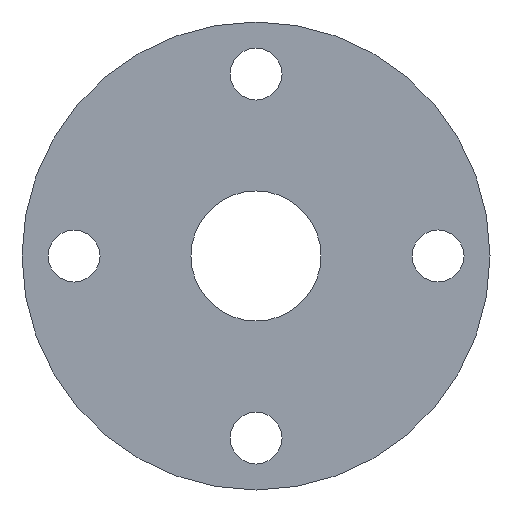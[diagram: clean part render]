
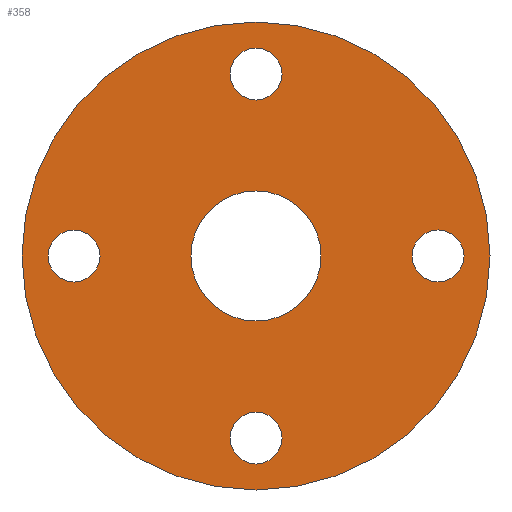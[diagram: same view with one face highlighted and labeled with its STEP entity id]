
A CAD part, front view. The second image highlights one B-rep face of the part: STEP entity #358.
In plain terms, the highlighted planar face has unit normal (0, -1, 0).
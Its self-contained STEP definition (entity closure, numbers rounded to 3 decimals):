
#11 = CARTESIAN_POINT ( 'NONE',  ( -28., 0., 4. ) ) ;
#20 = VERTEX_POINT ( 'NONE', #319 ) ;
#24 = CIRCLE ( 'NONE', #162, 10. ) ;
#29 = EDGE_CURVE ( 'NONE', #76, #241, #449, .T. ) ;
#30 = CARTESIAN_POINT ( 'NONE',  ( 28., 0., 0. ) ) ;
#34 = CARTESIAN_POINT ( 'NONE',  ( 0., 0., 24. ) ) ;
#40 = CARTESIAN_POINT ( 'NONE',  ( 28., 0., 4. ) ) ;
#43 = ORIENTED_EDGE ( 'NONE', *, *, #49, .T. ) ;
#44 = ORIENTED_EDGE ( 'NONE', *, *, #247, .F. ) ;
#45 = CIRCLE ( 'NONE', #540, 4. ) ;
#47 = DIRECTION ( 'NONE',  ( 0., -1., 0. ) ) ;
#49 = EDGE_CURVE ( 'NONE', #288, #187, #314, .T. ) ;
#50 = CARTESIAN_POINT ( 'NONE',  ( 0., 0., 28. ) ) ;
#55 = ORIENTED_EDGE ( 'NONE', *, *, #29, .F. ) ;
#57 = CARTESIAN_POINT ( 'NONE',  ( 0., 0., 0. ) ) ;
#59 = DIRECTION ( 'NONE',  ( 0., 0., 1. ) ) ;
#76 = VERTEX_POINT ( 'NONE', #153 ) ;
#81 = ORIENTED_EDGE ( 'NONE', *, *, #298, .F. ) ;
#93 = EDGE_CURVE ( 'NONE', #252, #230, #266, .T. ) ;
#96 = CARTESIAN_POINT ( 'NONE',  ( 0., 0., -32. ) ) ;
#103 = ORIENTED_EDGE ( 'NONE', *, *, #93, .F. ) ;
#107 = EDGE_CURVE ( 'NONE', #398, #458, #416, .T. ) ;
#108 = DIRECTION ( 'NONE',  ( 0., -1., 0. ) ) ;
#116 = DIRECTION ( 'NONE',  ( 0., -1., 0. ) ) ;
#118 = AXIS2_PLACEMENT_3D ( 'NONE', #204, #116, #299 ) ;
#122 = ORIENTED_EDGE ( 'NONE', *, *, #189, .F. ) ;
#132 = CARTESIAN_POINT ( 'NONE',  ( 0., 0., -24. ) ) ;
#140 = DIRECTION ( 'NONE',  ( 0., 0., 1. ) ) ;
#146 = EDGE_LOOP ( 'NONE', ( #174, #55 ) ) ;
#152 = FACE_BOUND ( 'NONE', #508, .T. ) ;
#153 = CARTESIAN_POINT ( 'NONE',  ( 0., 0., 36. ) ) ;
#157 = DIRECTION ( 'NONE',  ( 0., 0., 1. ) ) ;
#158 = DIRECTION ( 'NONE',  ( 0., 1., 0. ) ) ;
#162 = AXIS2_PLACEMENT_3D ( 'NONE', #203, #474, #157 ) ;
#174 = ORIENTED_EDGE ( 'NONE', *, *, #194, .F. ) ;
#176 = CARTESIAN_POINT ( 'NONE',  ( 0., 0., -36. ) ) ;
#183 = DIRECTION ( 'NONE',  ( 0., 0., 1. ) ) ;
#187 = VERTEX_POINT ( 'NONE', #197 ) ;
#189 = EDGE_CURVE ( 'NONE', #20, #305, #505, .T. ) ;
#191 = VERTEX_POINT ( 'NONE', #34 ) ;
#192 = AXIS2_PLACEMENT_3D ( 'NONE', #495, #371, #321 ) ;
#193 = AXIS2_PLACEMENT_3D ( 'NONE', #387, #158, #343 ) ;
#194 = EDGE_CURVE ( 'NONE', #241, #76, #251, .T. ) ;
#196 = EDGE_LOOP ( 'NONE', ( #263, #280 ) ) ;
#197 = CARTESIAN_POINT ( 'NONE',  ( 0., 0., 10. ) ) ;
#203 = CARTESIAN_POINT ( 'NONE',  ( 0., 0., 0. ) ) ;
#204 = CARTESIAN_POINT ( 'NONE',  ( -28., 0., 0. ) ) ;
#208 = DIRECTION ( 'NONE',  ( 0., -1., 0. ) ) ;
#211 = AXIS2_PLACEMENT_3D ( 'NONE', #473, #551, #59 ) ;
#212 = CIRCLE ( 'NONE', #315, 4. ) ;
#213 = AXIS2_PLACEMENT_3D ( 'NONE', #214, #208, #392 ) ;
#214 = CARTESIAN_POINT ( 'NONE',  ( -28., 0., 0. ) ) ;
#219 = CARTESIAN_POINT ( 'NONE',  ( 0., 0., 28. ) ) ;
#221 = CIRCLE ( 'NONE', #347, 4. ) ;
#222 = DIRECTION ( 'NONE',  ( 0., -1., 0. ) ) ;
#230 = VERTEX_POINT ( 'NONE', #132 ) ;
#232 = CARTESIAN_POINT ( 'NONE',  ( 28., 0., -4. ) ) ;
#235 = FACE_BOUND ( 'NONE', #543, .T. ) ;
#239 = FACE_BOUND ( 'NONE', #402, .T. ) ;
#241 = VERTEX_POINT ( 'NONE', #176 ) ;
#243 = FACE_BOUND ( 'NONE', #310, .T. ) ;
#246 = CARTESIAN_POINT ( 'NONE',  ( 0., 0., 0. ) ) ;
#247 = EDGE_CURVE ( 'NONE', #191, #448, #563, .T. ) ;
#251 = CIRCLE ( 'NONE', #193, 36. ) ;
#252 = VERTEX_POINT ( 'NONE', #96 ) ;
#263 = ORIENTED_EDGE ( 'NONE', *, *, #316, .F. ) ;
#266 = CIRCLE ( 'NONE', #211, 4. ) ;
#280 = ORIENTED_EDGE ( 'NONE', *, *, #107, .F. ) ;
#281 = EDGE_CURVE ( 'NONE', #448, #191, #221, .T. ) ;
#288 = VERTEX_POINT ( 'NONE', #572 ) ;
#298 = EDGE_CURVE ( 'NONE', #230, #252, #212, .T. ) ;
#299 = DIRECTION ( 'NONE',  ( 0., 0., 1. ) ) ;
#305 = VERTEX_POINT ( 'NONE', #11 ) ;
#310 = EDGE_LOOP ( 'NONE', ( #43, #360 ) ) ;
#314 = CIRCLE ( 'NONE', #522, 10. ) ;
#315 = AXIS2_PLACEMENT_3D ( 'NONE', #538, #47, #183 ) ;
#316 = EDGE_CURVE ( 'NONE', #458, #398, #45, .T. ) ;
#319 = CARTESIAN_POINT ( 'NONE',  ( -28., 0., -4. ) ) ;
#321 = DIRECTION ( 'NONE',  ( 0., 0., 1. ) ) ;
#327 = AXIS2_PLACEMENT_3D ( 'NONE', #57, #432, #333 ) ;
#333 = DIRECTION ( 'NONE',  ( 0., 0., 1. ) ) ;
#343 = DIRECTION ( 'NONE',  ( 0., 0., 1. ) ) ;
#347 = AXIS2_PLACEMENT_3D ( 'NONE', #50, #544, #140 ) ;
#358 = ADVANCED_FACE ( 'NONE', ( #152, #235, #239, #552, #375, #243 ), #472, .F. ) ;
#360 = ORIENTED_EDGE ( 'NONE', *, *, #400, .T. ) ;
#370 = CARTESIAN_POINT ( 'NONE',  ( 28., 0., 0. ) ) ;
#371 = DIRECTION ( 'NONE',  ( 0., 1., 0. ) ) ;
#375 = FACE_OUTER_BOUND ( 'NONE', #146, .T. ) ;
#386 = AXIS2_PLACEMENT_3D ( 'NONE', #219, #408, #455 ) ;
#387 = CARTESIAN_POINT ( 'NONE',  ( 0., 0., 0. ) ) ;
#392 = DIRECTION ( 'NONE',  ( 0., 0., 1. ) ) ;
#398 = VERTEX_POINT ( 'NONE', #232 ) ;
#400 = EDGE_CURVE ( 'NONE', #187, #288, #24, .T. ) ;
#402 = EDGE_LOOP ( 'NONE', ( #81, #103 ) ) ;
#408 = DIRECTION ( 'NONE',  ( 0., -1., 0. ) ) ;
#416 = CIRCLE ( 'NONE', #537, 4. ) ;
#419 = DIRECTION ( 'NONE',  ( 0., 0., 1. ) ) ;
#422 = ORIENTED_EDGE ( 'NONE', *, *, #281, .F. ) ;
#432 = DIRECTION ( 'NONE',  ( 0., 1., 0. ) ) ;
#448 = VERTEX_POINT ( 'NONE', #526 ) ;
#449 = CIRCLE ( 'NONE', #192, 36. ) ;
#455 = DIRECTION ( 'NONE',  ( 0., 0., 1. ) ) ;
#458 = VERTEX_POINT ( 'NONE', #40 ) ;
#463 = ORIENTED_EDGE ( 'NONE', *, *, #492, .F. ) ;
#470 = CIRCLE ( 'NONE', #213, 4. ) ;
#472 = PLANE ( 'NONE',  #327 ) ;
#473 = CARTESIAN_POINT ( 'NONE',  ( 0., 0., -28. ) ) ;
#474 = DIRECTION ( 'NONE',  ( 0., 1., 0. ) ) ;
#492 = EDGE_CURVE ( 'NONE', #305, #20, #470, .T. ) ;
#495 = CARTESIAN_POINT ( 'NONE',  ( 0., 0., 0. ) ) ;
#504 = DIRECTION ( 'NONE',  ( 0., 0., 1. ) ) ;
#505 = CIRCLE ( 'NONE', #118, 4. ) ;
#508 = EDGE_LOOP ( 'NONE', ( #422, #44 ) ) ;
#522 = AXIS2_PLACEMENT_3D ( 'NONE', #246, #574, #504 ) ;
#526 = CARTESIAN_POINT ( 'NONE',  ( 0., 0., 32. ) ) ;
#537 = AXIS2_PLACEMENT_3D ( 'NONE', #30, #108, #419 ) ;
#538 = CARTESIAN_POINT ( 'NONE',  ( 0., 0., -28. ) ) ;
#540 = AXIS2_PLACEMENT_3D ( 'NONE', #370, #222, #542 ) ;
#542 = DIRECTION ( 'NONE',  ( 0., 0., 1. ) ) ;
#543 = EDGE_LOOP ( 'NONE', ( #463, #122 ) ) ;
#544 = DIRECTION ( 'NONE',  ( 0., -1., 0. ) ) ;
#551 = DIRECTION ( 'NONE',  ( 0., -1., 0. ) ) ;
#552 = FACE_BOUND ( 'NONE', #196, .T. ) ;
#563 = CIRCLE ( 'NONE', #386, 4. ) ;
#572 = CARTESIAN_POINT ( 'NONE',  ( 0., 0., -10. ) ) ;
#574 = DIRECTION ( 'NONE',  ( 0., 1., 0. ) ) ;
